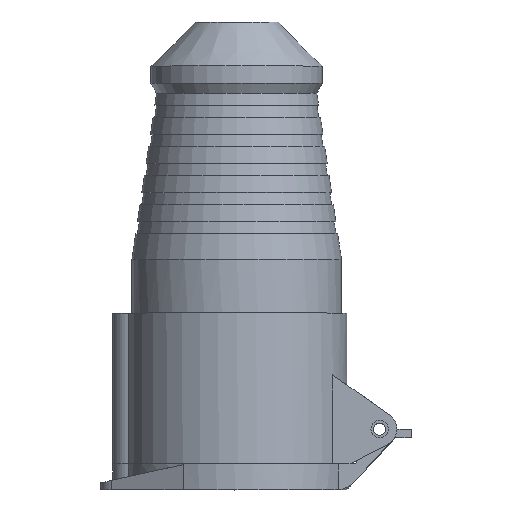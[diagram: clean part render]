
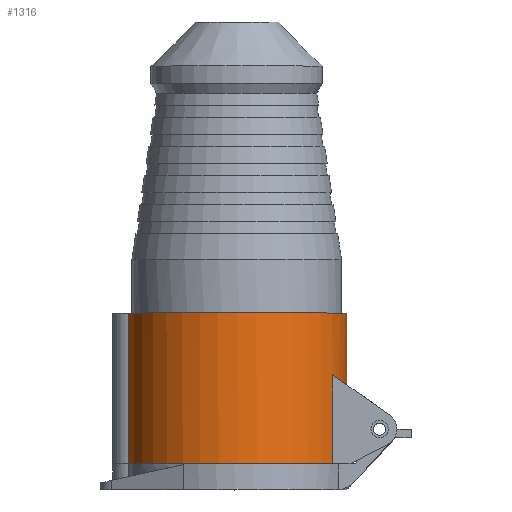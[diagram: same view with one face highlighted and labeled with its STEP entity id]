
A CAD part, top view. The second image highlights one B-rep face of the part: STEP entity #1316.
In plain terms, the highlighted cylindrical face has radius 31.75 mm (diameter 63.5 mm), a partial arc.
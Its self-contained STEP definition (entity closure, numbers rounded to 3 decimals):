
#63 = ORIENTED_EDGE ( 'NONE', *, *, #2342, .T. ) ;
#94 = AXIS2_PLACEMENT_3D ( 'NONE', #2256, #3189, #201 ) ;
#127 = VERTEX_POINT ( 'NONE', #478 ) ;
#201 = DIRECTION ( 'NONE',  ( 0., 0., -1. ) ) ;
#244 = AXIS2_PLACEMENT_3D ( 'NONE', #3386, #807, #1639 ) ;
#286 = CARTESIAN_POINT ( 'NONE',  ( 0., 0., 0. ) ) ;
#391 = CARTESIAN_POINT ( 'NONE',  ( 31.225, 0., 5.75 ) ) ;
#478 = CARTESIAN_POINT ( 'NONE',  ( -27.709, 43.5, 15.5 ) ) ;
#641 = VECTOR ( 'NONE', #2350, 1000. ) ;
#646 = CARTESIAN_POINT ( 'NONE',  ( 0., 43.5, 0. ) ) ;
#770 = CARTESIAN_POINT ( 'NONE',  ( -27.709, 43.5, -15.5 ) ) ;
#807 = DIRECTION ( 'NONE',  ( 0., -1., 0. ) ) ;
#829 = CARTESIAN_POINT ( 'NONE',  ( -27.709, 17.85, 15.5 ) ) ;
#888 = CARTESIAN_POINT ( 'NONE',  ( -27.709, 17.85, 15.5 ) ) ;
#912 = VERTEX_POINT ( 'NONE', #2753 ) ;
#1044 = CARTESIAN_POINT ( 'NONE',  ( -27.709, 43.5, -15.5 ) ) ;
#1133 = CIRCLE ( 'NONE', #94, 31.75 ) ;
#1167 = EDGE_LOOP ( 'NONE', ( #1220, #1320, #1927, #1724, #63, #3755, #3178, #2121 ) ) ;
#1180 = CARTESIAN_POINT ( 'NONE',  ( -27.709, 43.5, 15.5 ) ) ;
#1200 = DIRECTION ( 'NONE',  ( 0., -1., 0. ) ) ;
#1220 = ORIENTED_EDGE ( 'NONE', *, *, #1422, .F. ) ;
#1316 = ADVANCED_FACE ( 'NONE', ( #3420 ), #3079, .T. ) ;
#1320 = ORIENTED_EDGE ( 'NONE', *, *, #1945, .F. ) ;
#1394 =( BOUNDED_CURVE ( )  B_SPLINE_CURVE ( 3, ( #2645, #1537, #3543, #888 ),
 .UNSPECIFIED., .F., .F. ) 
 B_SPLINE_CURVE_WITH_KNOTS ( ( 4, 4 ),
 ( 2.632, 3.652 ),
 .UNSPECIFIED. ) 
 CURVE ( )  GEOMETRIC_REPRESENTATION_ITEM ( )  RATIONAL_B_SPLINE_CURVE ( ( 1., 0.915, 0.915, 1. ) ) 
 REPRESENTATION_ITEM ( '' )  );
#1414 = CARTESIAN_POINT ( 'NONE',  ( 31.225, 43.5, 5.75 ) ) ;
#1422 = EDGE_CURVE ( 'NONE', #3069, #127, #2865, .T. ) ;
#1506 = VECTOR ( 'NONE', #2561, 1000. ) ;
#1537 = CARTESIAN_POINT ( 'NONE',  ( -33.222, 21.732, -5.646 ) ) ;
#1558 = CARTESIAN_POINT ( 'NONE',  ( -27.709, 17.85, -15.5 ) ) ;
#1639 = DIRECTION ( 'NONE',  ( 0., 0., -1. ) ) ;
#1724 = ORIENTED_EDGE ( 'NONE', *, *, #2699, .T. ) ;
#1849 = VERTEX_POINT ( 'NONE', #1558 ) ;
#1927 = ORIENTED_EDGE ( 'NONE', *, *, #2273, .T. ) ;
#1945 = EDGE_CURVE ( 'NONE', #1849, #3069, #1394, .T. ) ;
#1952 = DIRECTION ( 'NONE',  ( 0., 1., 0. ) ) ;
#2106 = AXIS2_PLACEMENT_3D ( 'NONE', #286, #3219, #3744 ) ;
#2121 = ORIENTED_EDGE ( 'NONE', *, *, #2389, .T. ) ;
#2183 = EDGE_CURVE ( 'NONE', #3360, #3500, #2329, .T. ) ;
#2256 = CARTESIAN_POINT ( 'NONE',  ( 0., 43.5, 0. ) ) ;
#2273 = EDGE_CURVE ( 'NONE', #1849, #3190, #3379, .T. ) ;
#2304 = VECTOR ( 'NONE', #1952, 1000. ) ;
#2329 = LINE ( 'NONE', #2391, #641 ) ;
#2342 = EDGE_CURVE ( 'NONE', #2496, #912, #3172, .T. ) ;
#2350 = DIRECTION ( 'NONE',  ( 0., -1., 0. ) ) ;
#2374 = DIRECTION ( 'NONE',  ( 0., 0., -1. ) ) ;
#2389 = EDGE_CURVE ( 'NONE', #3360, #127, #1133, .T. ) ;
#2391 = CARTESIAN_POINT ( 'NONE',  ( 31.225, 60.238, 5.75 ) ) ;
#2496 = VERTEX_POINT ( 'NONE', #3598 ) ;
#2561 = DIRECTION ( 'NONE',  ( 0., -1., 0. ) ) ;
#2603 = AXIS2_PLACEMENT_3D ( 'NONE', #646, #1200, #2374 ) ;
#2645 = CARTESIAN_POINT ( 'NONE',  ( -27.709, 17.85, -15.5 ) ) ;
#2699 = EDGE_CURVE ( 'NONE', #3190, #2496, #3757, .T. ) ;
#2753 = CARTESIAN_POINT ( 'NONE',  ( 31.225, 0., -5.75 ) ) ;
#2865 = LINE ( 'NONE', #1180, #2874 ) ;
#2874 = VECTOR ( 'NONE', #2908, 1000. ) ;
#2897 = CIRCLE ( 'NONE', #2106, 31.75 ) ;
#2908 = DIRECTION ( 'NONE',  ( 0., 1., 0. ) ) ;
#3069 = VERTEX_POINT ( 'NONE', #829 ) ;
#3079 = CYLINDRICAL_SURFACE ( 'NONE', #244, 31.75 ) ;
#3172 = LINE ( 'NONE', #3431, #1506 ) ;
#3178 = ORIENTED_EDGE ( 'NONE', *, *, #2183, .F. ) ;
#3189 = DIRECTION ( 'NONE',  ( 0., -1., 0. ) ) ;
#3190 = VERTEX_POINT ( 'NONE', #1044 ) ;
#3219 = DIRECTION ( 'NONE',  ( 0., 1., 0. ) ) ;
#3360 = VERTEX_POINT ( 'NONE', #1414 ) ;
#3379 = LINE ( 'NONE', #770, #2304 ) ;
#3386 = CARTESIAN_POINT ( 'NONE',  ( 0., 51., 0. ) ) ;
#3420 = FACE_OUTER_BOUND ( 'NONE', #1167, .T. ) ;
#3431 = CARTESIAN_POINT ( 'NONE',  ( 31.225, 60.238, -5.75 ) ) ;
#3500 = VERTEX_POINT ( 'NONE', #391 ) ;
#3543 = CARTESIAN_POINT ( 'NONE',  ( -33.222, 21.732, 5.646 ) ) ;
#3598 = CARTESIAN_POINT ( 'NONE',  ( 31.225, 43.5, -5.75 ) ) ;
#3744 = DIRECTION ( 'NONE',  ( 0., 0., 1. ) ) ;
#3755 = ORIENTED_EDGE ( 'NONE', *, *, #3761, .T. ) ;
#3757 = CIRCLE ( 'NONE', #2603, 31.75 ) ;
#3761 = EDGE_CURVE ( 'NONE', #912, #3500, #2897, .T. ) ;
